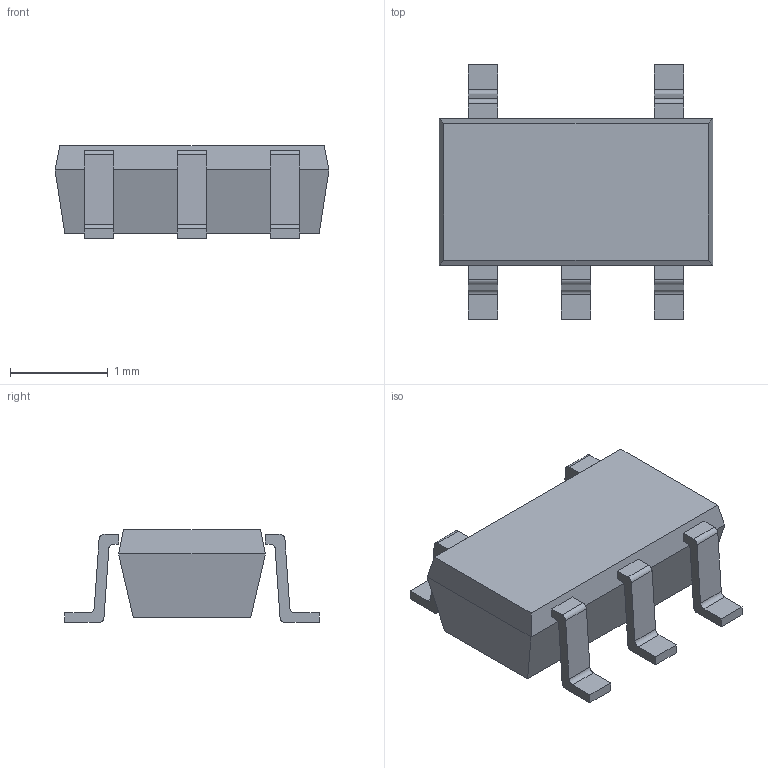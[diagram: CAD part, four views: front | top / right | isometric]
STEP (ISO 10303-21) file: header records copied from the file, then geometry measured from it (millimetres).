
FILE_DESCRIPTION(('FreeCAD Model'),'2;1');
FILE_NAME('SOT-23.step','2019-08-24T17:33:45',('Almisuifre'),(''), 'Open CASCADE STEP processor 6.8','FreeCAD','Unknown');
FILE_SCHEMA(('AUTOMOTIVE_DESIGN_CC2 { 1 2 10303 214 -1 1 5 4 }'));
Length unit declared in the file: millimetre
Products named in the file (3): ASSEMBLY; Fusion; Loft
Assembly tree (2 placements, depth 2):
  ASSEMBLY
    Fusion
    Loft
Bounding box: 2.8 x 2.6 x 0.95 mm (x, y, z)
Volume: 3.6 mm3; surface area: 19.8 mm2
Topology: 6 solids, 6 shells, 80 faces, 200 edges, 132 vertices
Faces by surface type: plane 52, cylinder 20, bspline 8
Entity records: 5170 total; most frequent: CARTESIAN_POINT 1095, DIRECTION 734, LINE 504, VECTOR 504, ORIENTED_EDGE 400, PCURVE 400, DEFINITIONAL_REPRESENTATION 400, EDGE_CURVE 200
